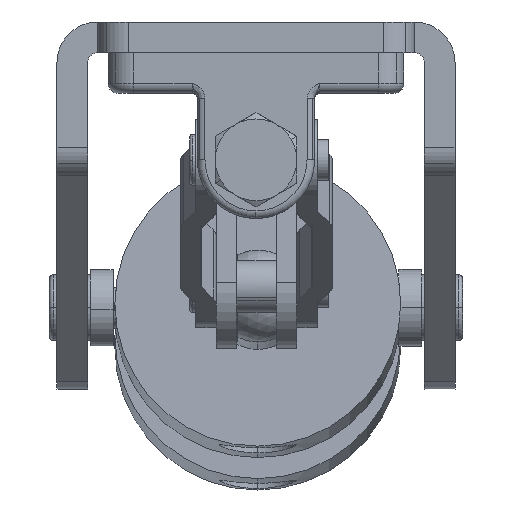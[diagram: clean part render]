
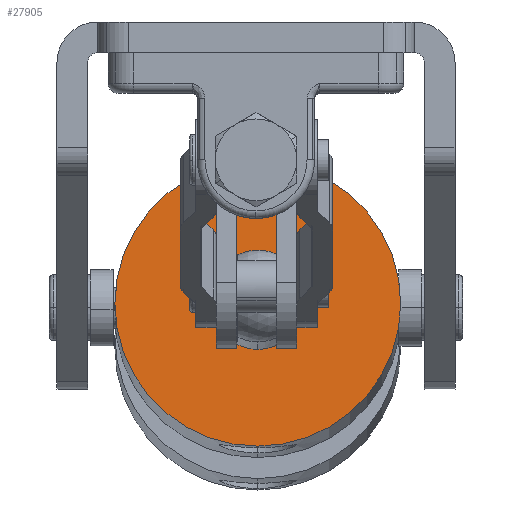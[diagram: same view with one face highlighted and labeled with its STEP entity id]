
A CAD part, left-side view. The second image highlights one B-rep face of the part: STEP entity #27905.
In plain terms, the highlighted face is planar.
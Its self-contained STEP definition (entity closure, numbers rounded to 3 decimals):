
#26388=CARTESIAN_POINT('',(-20.834,21.253,0.0));
#26389=VERTEX_POINT('',#26388);
#26398=CARTESIAN_POINT('',(-20.834,-34.747,0.));
#26399=VERTEX_POINT('',#26398);
#26400=CARTESIAN_POINT('',(-20.834,-6.747,0.0));
#26401=DIRECTION('',(1.0,0.0,0.0));
#26402=DIRECTION('',(0.0,1.0,0.0));
#26403=AXIS2_PLACEMENT_3D('',#26400,#26401,#26402);
#26404=CIRCLE('',#26403,28.);
#26405=EDGE_CURVE('',#26389,#26399,#26404,.T.);
#26570=CARTESIAN_POINT('',(-20.834,2.253,0.0));
#26571=VERTEX_POINT('',#26570);
#26613=CARTESIAN_POINT('',(-20.834,-15.747,0.));
#26614=VERTEX_POINT('',#26613);
#26621=CARTESIAN_POINT('',(-20.834,-6.747,0.0));
#26622=DIRECTION('',(1.0,0.0,0.0));
#26623=DIRECTION('',(0.0,1.0,0.0));
#26624=AXIS2_PLACEMENT_3D('',#26621,#26622,#26623);
#26625=CIRCLE('',#26624,9.0);
#26626=EDGE_CURVE('',#26571,#26614,#26625,.T.);
#27851=CARTESIAN_POINT('',(-20.834,-6.747,0.0));
#27852=DIRECTION('',(1.0,0.0,0.0));
#27853=DIRECTION('',(0.0,1.0,0.0));
#27854=AXIS2_PLACEMENT_3D('',#27851,#27852,#27853);
#27855=CIRCLE('',#27854,9.0);
#27856=EDGE_CURVE('',#26614,#26571,#27855,.T.);
#27886=CARTESIAN_POINT('',(-20.834,11.753,0.0));
#27887=DIRECTION('',(-1.0,0.0,0.0));
#27888=DIRECTION('',(0.0,0.0,1.0));
#27889=AXIS2_PLACEMENT_3D('',#27886,#27887,#27888);
#27890=PLANE('',#27889);
#27891=ORIENTED_EDGE('',*,*,#26405,.F.);
#27892=CARTESIAN_POINT('',(-20.834,-6.747,0.0));
#27893=DIRECTION('',(1.0,0.0,0.0));
#27894=DIRECTION('',(0.0,1.0,0.0));
#27895=AXIS2_PLACEMENT_3D('',#27892,#27893,#27894);
#27896=CIRCLE('',#27895,28.);
#27897=EDGE_CURVE('',#26399,#26389,#27896,.T.);
#27898=ORIENTED_EDGE('',*,*,#27897,.F.);
#27899=EDGE_LOOP('',(#27891,#27898));
#27900=FACE_OUTER_BOUND('',#27899,.T.);
#27901=ORIENTED_EDGE('',*,*,#26626,.T.);
#27902=ORIENTED_EDGE('',*,*,#27856,.T.);
#27903=EDGE_LOOP('',(#27901,#27902));
#27904=FACE_BOUND('',#27903,.T.);
#27905=ADVANCED_FACE('',(#27900,#27904),#27890,.T.);
